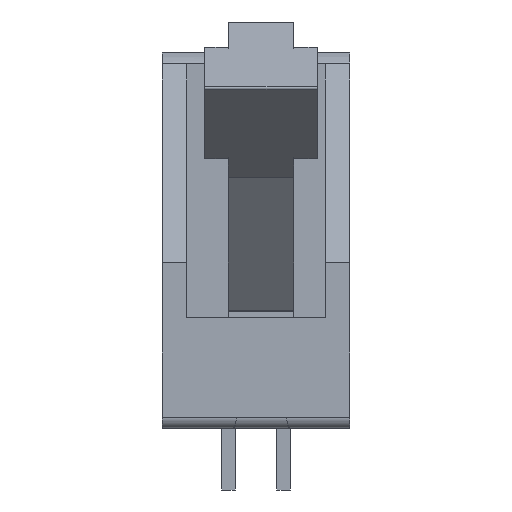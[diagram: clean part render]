
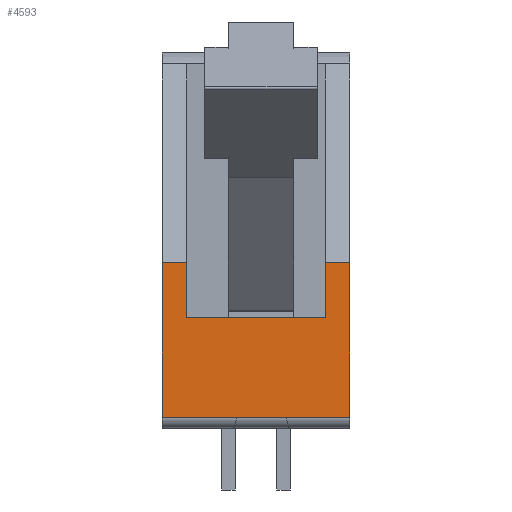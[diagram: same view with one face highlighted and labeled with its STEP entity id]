
A CAD part, left-side view. The second image highlights one B-rep face of the part: STEP entity #4593.
In plain terms, the highlighted planar face has unit normal (-1, 0, 0).
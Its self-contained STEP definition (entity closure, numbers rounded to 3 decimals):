
#136=FACE_OUTER_BOUND($,#423,.T.);
#423=EDGE_LOOP($,(#3019,#3020,#3021,#3022,#3023,#3024,#3025,#3026));
#731=B_SPLINE_CURVE_WITH_KNOTS($,1,(#6357,#6358),.UNSPECIFIED.,.F.,.F.,
(2,2),(0.,1.),.UNSPECIFIED.);
#787=B_SPLINE_CURVE_WITH_KNOTS($,1,(#7161,#7162),.UNSPECIFIED.,.F.,.F.,
(2,2),(0.,1.),.UNSPECIFIED.);
#788=B_SPLINE_CURVE_WITH_KNOTS($,1,(#7165,#7166),.UNSPECIFIED.,.F.,.F.,
(2,2),(0.,1.),.UNSPECIFIED.);
#789=B_SPLINE_CURVE_WITH_KNOTS($,1,(#7168,#7169),.UNSPECIFIED.,.F.,.F.,
(2,2),(0.,1.),.UNSPECIFIED.);
#790=B_SPLINE_CURVE_WITH_KNOTS($,1,(#7171,#7172),.UNSPECIFIED.,.F.,.F.,
(2,2),(0.,1.),.UNSPECIFIED.);
#791=B_SPLINE_CURVE_WITH_KNOTS($,1,(#7174,#7175),.UNSPECIFIED.,.F.,.F.,
(2,2),(0.,1.),.UNSPECIFIED.);
#792=B_SPLINE_CURVE_WITH_KNOTS($,1,(#7177,#7178),.UNSPECIFIED.,.F.,.F.,
(2,2),(0.,1.),.UNSPECIFIED.);
#793=B_SPLINE_CURVE_WITH_KNOTS($,1,(#7179,#7180),.UNSPECIFIED.,.F.,.F.,
(2,2),(0.,1.),.UNSPECIFIED.);
#1765=VERTEX_POINT($,#6353);
#1766=VERTEX_POINT($,#6356);
#1815=VERTEX_POINT($,#7158);
#1816=VERTEX_POINT($,#7164);
#1817=VERTEX_POINT($,#7167);
#1818=VERTEX_POINT($,#7170);
#1819=VERTEX_POINT($,#7173);
#1820=VERTEX_POINT($,#7176);
#2238=EDGE_CURVE($,#1765,#1766,#731,.T.);
#2297=EDGE_CURVE($,#1765,#1815,#787,.T.);
#2298=EDGE_CURVE($,#1815,#1816,#788,.T.);
#2299=EDGE_CURVE($,#1816,#1817,#789,.T.);
#2300=EDGE_CURVE($,#1817,#1818,#790,.T.);
#2301=EDGE_CURVE($,#1818,#1819,#791,.T.);
#2302=EDGE_CURVE($,#1819,#1820,#792,.T.);
#2303=EDGE_CURVE($,#1766,#1820,#793,.T.);
#3019=ORIENTED_EDGE($,*,*,#2297,.T.);
#3020=ORIENTED_EDGE($,*,*,#2298,.T.);
#3021=ORIENTED_EDGE($,*,*,#2299,.T.);
#3022=ORIENTED_EDGE($,*,*,#2300,.T.);
#3023=ORIENTED_EDGE($,*,*,#2301,.T.);
#3024=ORIENTED_EDGE($,*,*,#2302,.T.);
#3025=ORIENTED_EDGE($,*,*,#2303,.F.);
#3026=ORIENTED_EDGE($,*,*,#2238,.F.);
#4340=PLANE($,#4925);
#4593=ADVANCED_FACE($,(#136),#4340,.T.);
#4925=AXIS2_PLACEMENT_3D($,#7163,#5257,#5258);
#5257=DIRECTION('center_axis',(-1.,0.,0.));
#5258=DIRECTION('ref_axis',(0.,0.,1.));
#6353=CARTESIAN_POINT('',(-16.002,-4.318,7.62));
#6356=CARTESIAN_POINT('',(-16.002,-4.318,0.508));
#6357=CARTESIAN_POINT('Ctrl Pts',(-16.002,-4.318,7.62));
#6358=CARTESIAN_POINT('Ctrl Pts',(-16.002,-4.318,0.508));
#7158=CARTESIAN_POINT('',(-16.002,-3.175,7.62));
#7161=CARTESIAN_POINT('Ctrl Pts',(-16.002,-4.318,7.62));
#7162=CARTESIAN_POINT('Ctrl Pts',(-16.002,-3.175,7.62));
#7163=CARTESIAN_POINT('Origin',(-16.002,4.491,7.762));
#7164=CARTESIAN_POINT('',(-16.002,-3.175,5.08));
#7165=CARTESIAN_POINT('Ctrl Pts',(-16.002,-3.175,7.62));
#7166=CARTESIAN_POINT('Ctrl Pts',(-16.002,-3.175,5.08));
#7167=CARTESIAN_POINT('',(-16.002,3.175,5.08));
#7168=CARTESIAN_POINT('Ctrl Pts',(-16.002,-3.175,5.08));
#7169=CARTESIAN_POINT('Ctrl Pts',(-16.002,3.175,5.08));
#7170=CARTESIAN_POINT('',(-16.002,3.175,7.62));
#7171=CARTESIAN_POINT('Ctrl Pts',(-16.002,3.175,5.08));
#7172=CARTESIAN_POINT('Ctrl Pts',(-16.002,3.175,7.62));
#7173=CARTESIAN_POINT('',(-16.002,4.318,7.62));
#7174=CARTESIAN_POINT('Ctrl Pts',(-16.002,3.175,7.62));
#7175=CARTESIAN_POINT('Ctrl Pts',(-16.002,4.318,7.62));
#7176=CARTESIAN_POINT('',(-16.002,4.318,0.508));
#7177=CARTESIAN_POINT('Ctrl Pts',(-16.002,4.318,7.62));
#7178=CARTESIAN_POINT('Ctrl Pts',(-16.002,4.318,0.508));
#7179=CARTESIAN_POINT('Ctrl Pts',(-16.002,-4.318,0.508));
#7180=CARTESIAN_POINT('Ctrl Pts',(-16.002,4.318,0.508));
